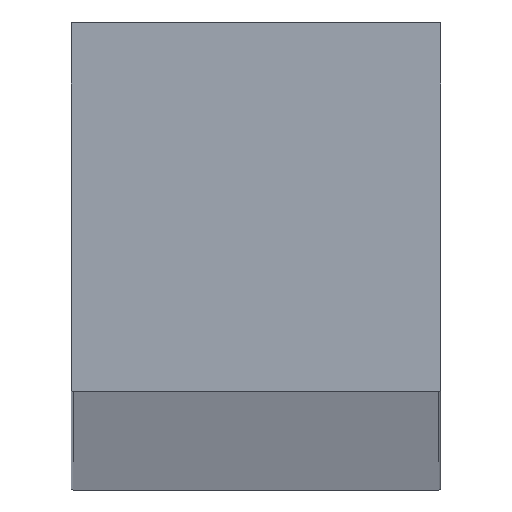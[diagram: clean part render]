
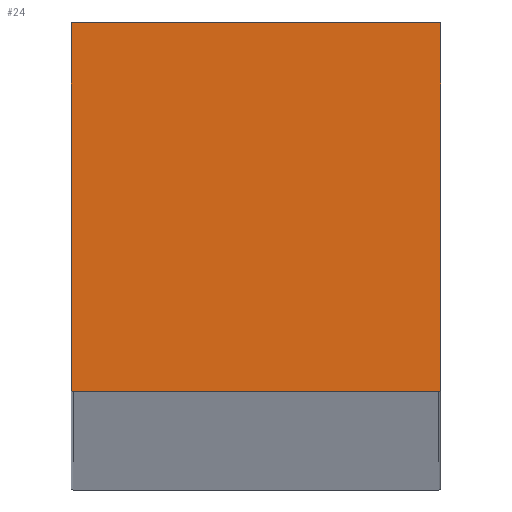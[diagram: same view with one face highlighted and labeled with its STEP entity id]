
A CAD part, top view. The second image highlights one B-rep face of the part: STEP entity #24.
In plain terms, the highlighted planar face has unit normal (0, 0, 1).
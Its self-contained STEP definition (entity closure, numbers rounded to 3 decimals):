
#3 = CARTESIAN_POINT ( 'NONE',  ( -1., -0.99, 152.5 ) ) ;
#10 = ORIENTED_EDGE ( 'NONE', *, *, #118, .T. ) ;
#16 = DIRECTION ( 'NONE',  ( -1., 0., 0. ) ) ;
#22 = DIRECTION ( 'NONE',  ( 0., 0., 1. ) ) ;
#24 = ADVANCED_FACE ( 'NONE', ( #96 ), #79, .F. ) ;
#25 = ORIENTED_EDGE ( 'NONE', *, *, #195, .T. ) ;
#26 = CARTESIAN_POINT ( 'NONE',  ( 1., 1., 152.5 ) ) ;
#36 = DIRECTION ( 'NONE',  ( -1., 0., 0. ) ) ;
#40 = VERTEX_POINT ( 'NONE', #201 ) ;
#42 = VERTEX_POINT ( 'NONE', #266 ) ;
#46 = LINE ( 'NONE', #26, #244 ) ;
#49 = DIRECTION ( 'NONE',  ( 0., 0., 1. ) ) ;
#52 = CARTESIAN_POINT ( 'NONE',  ( -0.99, -0.99, 152.5 ) ) ;
#60 = CIRCLE ( 'NONE', #231, 0.01 ) ;
#67 = CIRCLE ( 'NONE', #150, 0.01 ) ;
#78 = CARTESIAN_POINT ( 'NONE',  ( 1., -1., 152.5 ) ) ;
#79 = PLANE ( 'NONE',  #250 ) ;
#83 = DIRECTION ( 'NONE',  ( -1., 0., 0. ) ) ;
#89 = EDGE_CURVE ( 'NONE', #294, #40, #60, .T. ) ;
#90 = CARTESIAN_POINT ( 'NONE',  ( 1., -0.99, 152.5 ) ) ;
#92 = EDGE_CURVE ( 'NONE', #375, #360, #373, .T. ) ;
#96 = FACE_OUTER_BOUND ( 'NONE', #299, .T. ) ;
#97 = ORIENTED_EDGE ( 'NONE', *, *, #153, .T. ) ;
#109 = DIRECTION ( 'NONE',  ( -1., 0., 0. ) ) ;
#111 = DIRECTION ( 'NONE',  ( 0., -1., 0. ) ) ;
#113 = CARTESIAN_POINT ( 'NONE',  ( 0.99, 0.99, 152.5 ) ) ;
#115 = ORIENTED_EDGE ( 'NONE', *, *, #89, .T. ) ;
#118 = EDGE_CURVE ( 'NONE', #345, #42, #247, .T. ) ;
#119 = DIRECTION ( 'NONE',  ( 0., 0., -1. ) ) ;
#120 = CIRCLE ( 'NONE', #158, 0.01 ) ;
#123 = VERTEX_POINT ( 'NONE', #304 ) ;
#138 = CARTESIAN_POINT ( 'NONE',  ( 0.99, 1., 152.5 ) ) ;
#140 = DIRECTION ( 'NONE',  ( -1., 0., 0. ) ) ;
#150 = AXIS2_PLACEMENT_3D ( 'NONE', #311, #290, #16 ) ;
#153 = EDGE_CURVE ( 'NONE', #123, #375, #67, .T. ) ;
#158 = AXIS2_PLACEMENT_3D ( 'NONE', #113, #49, #237 ) ;
#173 = CARTESIAN_POINT ( 'NONE',  ( 1., -1., 152.5 ) ) ;
#195 = EDGE_CURVE ( 'NONE', #42, #294, #234, .T. ) ;
#201 = CARTESIAN_POINT ( 'NONE',  ( -0.99, -1., 152.5 ) ) ;
#216 = EDGE_CURVE ( 'NONE', #364, #345, #46, .T. ) ;
#217 = CARTESIAN_POINT ( 'NONE',  ( -0.99, 0.99, 152.5 ) ) ;
#225 = VECTOR ( 'NONE', #111, 1000. ) ;
#226 = ORIENTED_EDGE ( 'NONE', *, *, #312, .T. ) ;
#231 = AXIS2_PLACEMENT_3D ( 'NONE', #52, #22, #140 ) ;
#234 = LINE ( 'NONE', #316, #225 ) ;
#237 = DIRECTION ( 'NONE',  ( -1., 0., 0. ) ) ;
#242 = DIRECTION ( 'NONE',  ( 0., 0., 1. ) ) ;
#244 = VECTOR ( 'NONE', #83, 1000. ) ;
#247 = CIRCLE ( 'NONE', #349, 0.01 ) ;
#250 = AXIS2_PLACEMENT_3D ( 'NONE', #344, #119, #109 ) ;
#266 = CARTESIAN_POINT ( 'NONE',  ( -1., 0.99, 152.5 ) ) ;
#270 = LINE ( 'NONE', #78, #326 ) ;
#289 = CARTESIAN_POINT ( 'NONE',  ( -0.99, 1., 152.5 ) ) ;
#290 = DIRECTION ( 'NONE',  ( 0., 0., 1. ) ) ;
#294 = VERTEX_POINT ( 'NONE', #3 ) ;
#296 = EDGE_CURVE ( 'NONE', #360, #364, #120, .T. ) ;
#299 = EDGE_LOOP ( 'NONE', ( #25, #115, #226, #97, #369, #334, #318, #10 ) ) ;
#304 = CARTESIAN_POINT ( 'NONE',  ( 0.99, -1., 152.5 ) ) ;
#306 = VECTOR ( 'NONE', #347, 1000. ) ;
#311 = CARTESIAN_POINT ( 'NONE',  ( 0.99, -0.99, 152.5 ) ) ;
#312 = EDGE_CURVE ( 'NONE', #40, #123, #270, .T. ) ;
#316 = CARTESIAN_POINT ( 'NONE',  ( -1., -1., 152.5 ) ) ;
#318 = ORIENTED_EDGE ( 'NONE', *, *, #216, .T. ) ;
#326 = VECTOR ( 'NONE', #374, 1000. ) ;
#334 = ORIENTED_EDGE ( 'NONE', *, *, #296, .T. ) ;
#344 = CARTESIAN_POINT ( 'NONE',  ( 0., 0., 152.5 ) ) ;
#345 = VERTEX_POINT ( 'NONE', #289 ) ;
#347 = DIRECTION ( 'NONE',  ( 0., 1., 0. ) ) ;
#349 = AXIS2_PLACEMENT_3D ( 'NONE', #217, #242, #36 ) ;
#360 = VERTEX_POINT ( 'NONE', #370 ) ;
#364 = VERTEX_POINT ( 'NONE', #138 ) ;
#369 = ORIENTED_EDGE ( 'NONE', *, *, #92, .T. ) ;
#370 = CARTESIAN_POINT ( 'NONE',  ( 1., 0.99, 152.5 ) ) ;
#373 = LINE ( 'NONE', #173, #306 ) ;
#374 = DIRECTION ( 'NONE',  ( 1., 0., 0. ) ) ;
#375 = VERTEX_POINT ( 'NONE', #90 ) ;
